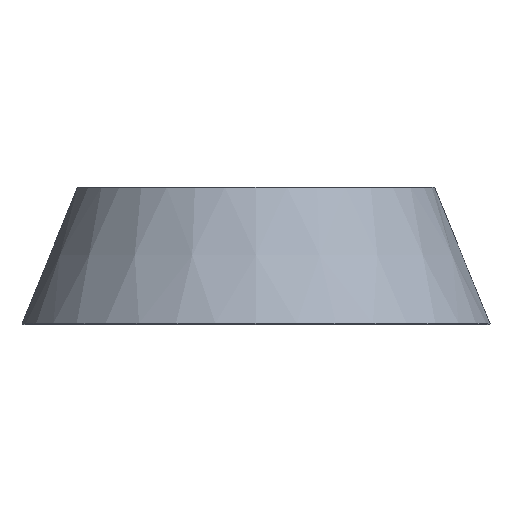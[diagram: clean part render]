
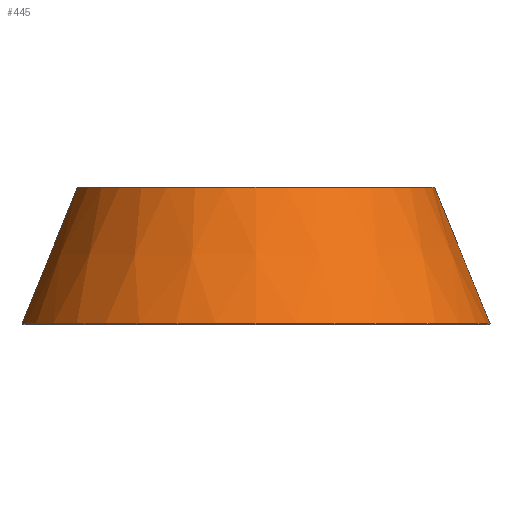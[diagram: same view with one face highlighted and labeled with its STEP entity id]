
A CAD part, top view. The second image highlights one B-rep face of the part: STEP entity #445.
In plain terms, the highlighted conical face has half-angle 22.149 degrees and reference radius 11.729 mm.
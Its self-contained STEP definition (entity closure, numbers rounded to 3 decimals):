
#165=DIRECTION('',(0.377,-0.926,0.));
#166=VECTOR('',#165,8.349);
#167=CARTESIAN_POINT('',(10.155,7.288,0.));
#168=LINE('',#167,#166);
#174=DIRECTION('',(-0.377,-0.926,0.));
#175=VECTOR('',#174,8.349);
#176=CARTESIAN_POINT('',(-10.155,7.288,
0.));
#177=LINE('',#176,#175);
#208=CARTESIAN_POINT('',(0.,-0.445,0.));
#209=DIRECTION('',(0.,-1.,0.));
#210=DIRECTION('',(1.,0.,0.));
#211=AXIS2_PLACEMENT_3D('',#208,#209,#210);
#213=CARTESIAN_POINT('',(0.,7.288,0.));
#214=DIRECTION('',(0.,-1.,0.));
#215=DIRECTION('',(1.,0.,0.));
#216=AXIS2_PLACEMENT_3D('',#213,#214,#215);
#282=CARTESIAN_POINT('',(-13.303,-0.445,0.));
#283=CARTESIAN_POINT('',(13.303,-0.445,0.));
#284=VERTEX_POINT('',#282);
#285=VERTEX_POINT('',#283);
#294=CARTESIAN_POINT('',(-10.155,7.288,0.));
#295=CARTESIAN_POINT('',(10.155,7.288,0.));
#296=VERTEX_POINT('',#294);
#297=VERTEX_POINT('',#295);
#433=CARTESIAN_POINT('',(0.,3.421,0.));
#434=DIRECTION('',(0.,-1.,0.));
#435=DIRECTION('',(-1.,0.,0.));
#436=AXIS2_PLACEMENT_3D('',#433,#434,#435);
#437=CONICAL_SURFACE('',#436,11.729,22.149);
#438=ORIENTED_EDGE('',*,*,#427,.T.);
#439=ORIENTED_EDGE('',*,*,#383,.F.);
#441=ORIENTED_EDGE('',*,*,#440,.F.);
#442=ORIENTED_EDGE('',*,*,#380,.T.);
#443=EDGE_LOOP('',(#438,#439,#441,#442));
#444=FACE_OUTER_BOUND('',#443,.F.);
#212=CIRCLE('',#211,13.303);
#217=CIRCLE('',#216,10.155);
#380=EDGE_CURVE('',#297,#285,#168,.T.);
#383=EDGE_CURVE('',#296,#284,#177,.T.);
#427=EDGE_CURVE('',#285,#284,#212,.T.);
#440=EDGE_CURVE('',#297,#296,#217,.T.);
#445=ADVANCED_FACE('',(#444),#437,.T.);
